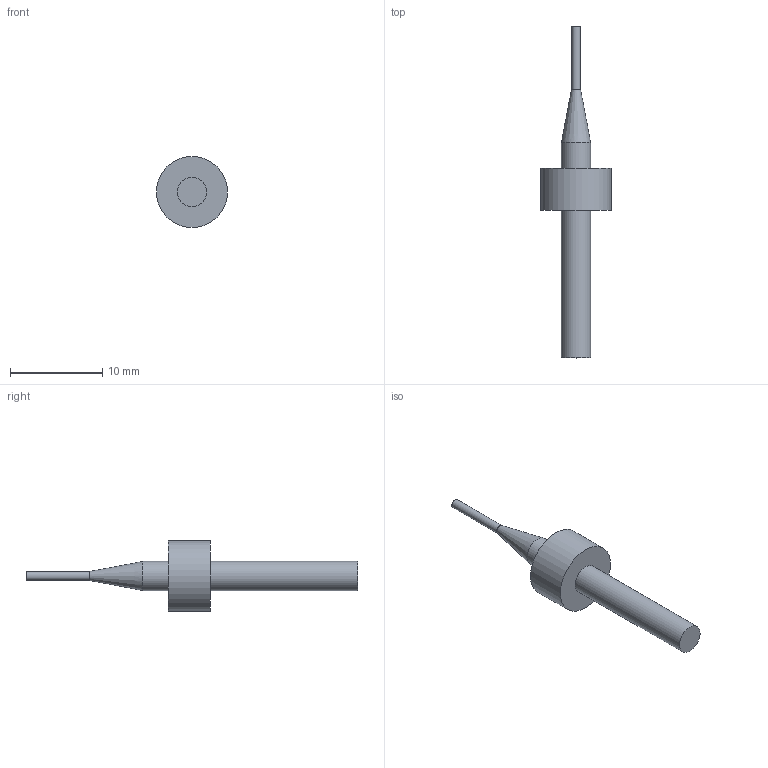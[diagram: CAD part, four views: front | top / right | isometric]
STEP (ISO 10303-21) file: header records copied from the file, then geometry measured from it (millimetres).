
FILE_DESCRIPTION(('FreeCAD Model'),'2;1');
FILE_NAME( 'endmill.step', '2020-03-14T12:48:08',('Author'),(''), 'Open CASCADE STEP processor 7.3','FreeCAD','Unknown');
FILE_SCHEMA(('AUTOMOTIVE_DESIGN { 1 0 10303 214 1 1 1 1 }'));
Length unit declared in the file: millimetre
Products named in the file (1): endmill001
Bounding box: 7.7 x 36 x 7.7 mm (x, y, z)
Volume: 387.2 mm3; surface area: 442.8 mm2
Topology: 1 solids, 1 shells, 9 faces, 13 edges, 8 vertices
Faces by surface type: plane 4, cylinder 4, cone 1
Full cylindrical faces by diameter (mm): 0.97 x1, 3.17 x2, 7.7 x1
Entity records: 389 total; most frequent: DIRECTION 67, CARTESIAN_POINT 57, ORIENTED_EDGE 26, PCURVE 26, DEFINITIONAL_REPRESENTATION 26, LINE 25, VECTOR 25, AXIS2_PLACEMENT_3D 18
